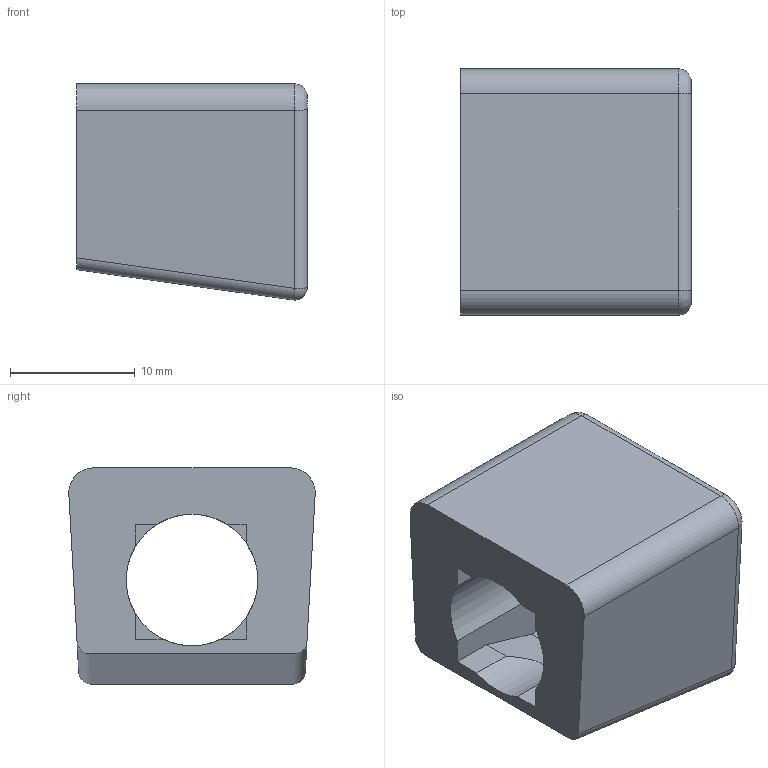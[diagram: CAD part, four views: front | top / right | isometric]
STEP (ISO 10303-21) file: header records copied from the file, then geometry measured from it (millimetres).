
FILE_DESCRIPTION(/* description */ (''),/* implementation_level */ '2;1');
FILE_NAME(/* name */ 'camera.step',/* time_stamp */ '2025-03-13T17:47:44+03:00',/* author */ (''),/* organization */ (''),/* preprocessor_version */ 'ST-DEVELOPER v20',/* originating_system */ 'Autodesk Translation Framework v13.20.0.188',/* authorisation */ '');
FILE_SCHEMA (('AUTOMOTIVE_DESIGN { 1 0 10303 214 3 1 1 }'));
Length unit declared in the file: millimetre
Products named in the file (1): Configuration 1
Bounding box: 18.5 x 19.77 x 17.35 mm (x, y, z)
Volume: 3903.1 mm3; surface area: 2357.9 mm2
Topology: 1 solids, 1 shells, 34 faces, 85 edges, 53 vertices
Faces by surface type: plane 19, cylinder 10, sphere 2, bspline 2, cone 1
Full cylindrical faces by diameter (mm): 10.566 x1
Entity records: 1070 total; most frequent: CARTESIAN_POINT 201, DIRECTION 180, ORIENTED_EDGE 170, EDGE_CURVE 85, AXIS2_PLACEMENT_3D 62, LINE 56, VECTOR 56, VERTEX_POINT 53
